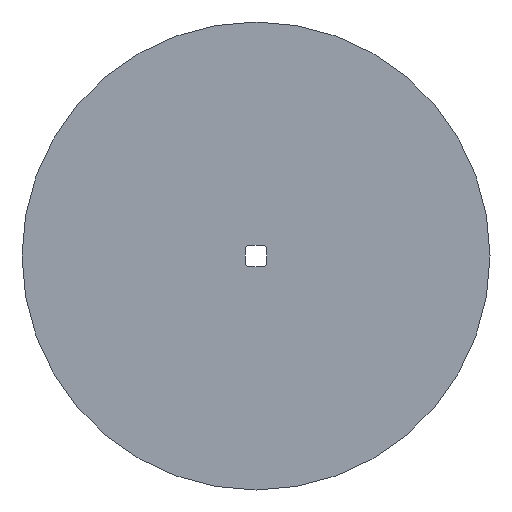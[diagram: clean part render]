
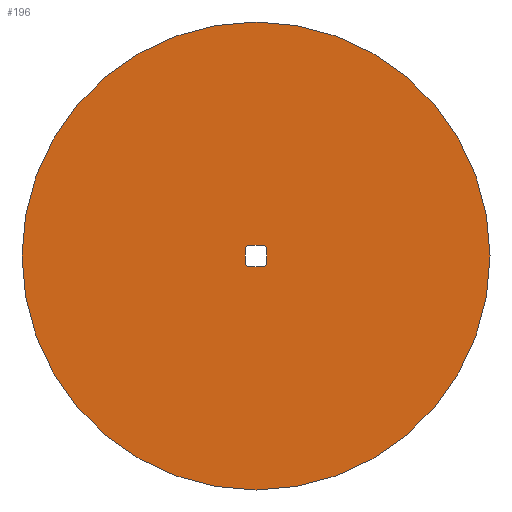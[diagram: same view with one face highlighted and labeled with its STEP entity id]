
A CAD part, front view. The second image highlights one B-rep face of the part: STEP entity #196.
In plain terms, the highlighted planar face has unit normal (0, -1, 0).
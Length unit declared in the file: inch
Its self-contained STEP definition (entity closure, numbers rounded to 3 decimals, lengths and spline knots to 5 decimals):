
#21=LINE('',#316,#37);
#22=LINE('',#320,#38);
#23=LINE('',#324,#39);
#24=LINE('',#327,#40);
#37=VECTOR('',#254,0.155);
#38=VECTOR('',#257,0.155);
#39=VECTOR('',#260,0.155);
#40=VECTOR('',#263,0.155);
#50=PLANE('',#215);
#57=FACE_BOUND('',#74,.T.);
#60=FACE_OUTER_BOUND('',#73,.T.);
#73=EDGE_LOOP('',(#148));
#74=EDGE_LOOP('',(#149,#150,#151,#152,#153,#154,#155,#156));
#84=CIRCLE('',#209,3.);
#89=CIRCLE('',#216,0.0625);
#90=CIRCLE('',#217,0.0625);
#91=CIRCLE('',#218,0.0625);
#92=CIRCLE('',#219,0.0625);
#94=VERTEX_POINT('',#292);
#103=VERTEX_POINT('',#312);
#104=VERTEX_POINT('',#313);
#105=VERTEX_POINT('',#315);
#106=VERTEX_POINT('',#317);
#107=VERTEX_POINT('',#319);
#108=VERTEX_POINT('',#321);
#109=VERTEX_POINT('',#323);
#110=VERTEX_POINT('',#325);
#112=EDGE_CURVE('',#94,#94,#84,.T.);
#121=EDGE_CURVE('',#103,#104,#89,.T.);
#122=EDGE_CURVE('',#104,#105,#21,.T.);
#123=EDGE_CURVE('',#105,#106,#90,.T.);
#124=EDGE_CURVE('',#106,#107,#22,.T.);
#125=EDGE_CURVE('',#107,#108,#91,.T.);
#126=EDGE_CURVE('',#108,#109,#23,.T.);
#127=EDGE_CURVE('',#109,#110,#92,.T.);
#128=EDGE_CURVE('',#110,#103,#24,.T.);
#148=ORIENTED_EDGE('',*,*,#112,.F.);
#149=ORIENTED_EDGE('',*,*,#121,.T.);
#150=ORIENTED_EDGE('',*,*,#122,.T.);
#151=ORIENTED_EDGE('',*,*,#123,.T.);
#152=ORIENTED_EDGE('',*,*,#124,.T.);
#153=ORIENTED_EDGE('',*,*,#125,.T.);
#154=ORIENTED_EDGE('',*,*,#126,.T.);
#155=ORIENTED_EDGE('',*,*,#127,.T.);
#156=ORIENTED_EDGE('',*,*,#128,.T.);
#196=ADVANCED_FACE('',(#60,#57),#50,.F.);
#209=AXIS2_PLACEMENT_3D('',#293,#234,#235);
#215=AXIS2_PLACEMENT_3D('',#311,#250,#251);
#216=AXIS2_PLACEMENT_3D('',#314,#252,#253);
#217=AXIS2_PLACEMENT_3D('',#318,#255,#256);
#218=AXIS2_PLACEMENT_3D('',#322,#258,#259);
#219=AXIS2_PLACEMENT_3D('',#326,#261,#262);
#234=DIRECTION('center_axis',(0.,1.,0.));
#235=DIRECTION('ref_axis',(0.,0.,1.));
#250=DIRECTION('center_axis',(0.,1.,0.));
#251=DIRECTION('ref_axis',(0.,0.,1.));
#252=DIRECTION('center_axis',(0.,1.,0.));
#253=DIRECTION('ref_axis',(0.,0.,-1.));
#254=DIRECTION('',(1.,0.,0.));
#255=DIRECTION('center_axis',(0.,1.,0.));
#256=DIRECTION('ref_axis',(0.,0.,-1.));
#257=DIRECTION('',(0.,0.,-1.));
#258=DIRECTION('center_axis',(0.,1.,0.));
#259=DIRECTION('ref_axis',(0.,0.,-1.));
#260=DIRECTION('',(-1.,0.,0.));
#261=DIRECTION('center_axis',(0.,1.,0.));
#262=DIRECTION('ref_axis',(0.,0.,1.));
#263=DIRECTION('',(0.,0.,1.));
#292=CARTESIAN_POINT('',(0.,0.,-3.));
#293=CARTESIAN_POINT('Origin',(0.,0.,0.));
#311=CARTESIAN_POINT('Origin',(0.,0.,0.));
#312=CARTESIAN_POINT('',(-0.14,0.,0.0775));
#313=CARTESIAN_POINT('',(-0.0775,0.,0.14));
#314=CARTESIAN_POINT('Origin',(-0.0775,0.,0.0775));
#315=CARTESIAN_POINT('',(0.0775,0.,0.14));
#316=CARTESIAN_POINT('',(0.0775,0.,0.14));
#317=CARTESIAN_POINT('',(0.14,0.,0.0775));
#318=CARTESIAN_POINT('Origin',(0.0775,0.,0.0775));
#319=CARTESIAN_POINT('',(0.14,0.,-0.0775));
#320=CARTESIAN_POINT('',(0.14,0.,-0.0775));
#321=CARTESIAN_POINT('',(0.0775,0.,-0.14));
#322=CARTESIAN_POINT('Origin',(0.0775,0.,-0.0775));
#323=CARTESIAN_POINT('',(-0.0775,0.,-0.14));
#324=CARTESIAN_POINT('',(0.0775,0.,-0.14));
#325=CARTESIAN_POINT('',(-0.14,0.,-0.0775));
#326=CARTESIAN_POINT('Origin',(-0.0775,0.,-0.0775));
#327=CARTESIAN_POINT('',(-0.14,0.,-0.0775));
